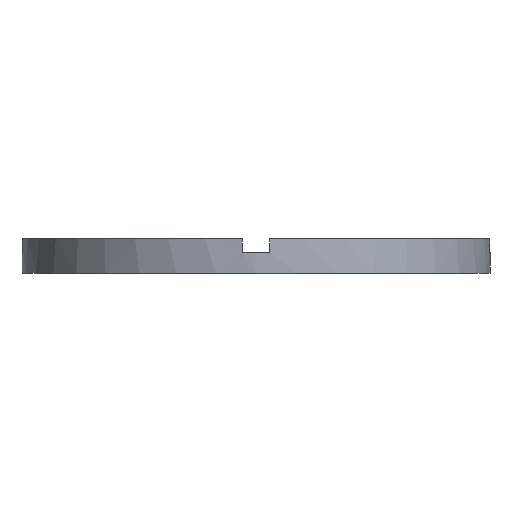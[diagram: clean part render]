
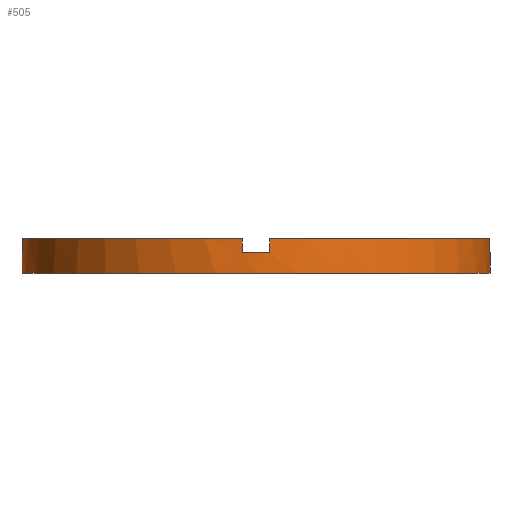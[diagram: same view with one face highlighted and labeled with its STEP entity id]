
A CAD part, front view. The second image highlights one B-rep face of the part: STEP entity #505.
In plain terms, the highlighted cylindrical face has radius 17 mm (diameter 34 mm), a partial arc.
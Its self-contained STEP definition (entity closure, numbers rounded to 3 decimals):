
#1 = AXIS2_PLACEMENT_3D ( 'NONE', #31, #385, #692 ) ;
#3 = DIRECTION ( 'NONE',  ( 1., 0., 0. ) ) ;
#5 = CARTESIAN_POINT ( 'NONE',  ( 0., 0., 2.5 ) ) ;
#7 = AXIS2_PLACEMENT_3D ( 'NONE', #656, #173, #465 ) ;
#8 = DIRECTION ( 'NONE',  ( 0., 0., -1. ) ) ;
#14 = VERTEX_POINT ( 'NONE', #340 ) ;
#15 = CARTESIAN_POINT ( 'NONE',  ( -1., -16.971, 1.5 ) ) ;
#20 = VERTEX_POINT ( 'NONE', #601 ) ;
#25 = CARTESIAN_POINT ( 'NONE',  ( -17., 0., 0. ) ) ;
#31 = CARTESIAN_POINT ( 'NONE',  ( 0., 0., 1.5 ) ) ;
#38 = VERTEX_POINT ( 'NONE', #470 ) ;
#40 = AXIS2_PLACEMENT_3D ( 'NONE', #664, #733, #3 ) ;
#49 = ORIENTED_EDGE ( 'NONE', *, *, #234, .T. ) ;
#71 = CARTESIAN_POINT ( 'NONE',  ( -1., -16.971, 2.5 ) ) ;
#72 = EDGE_CURVE ( 'NONE', #624, #268, #706, .T. ) ;
#79 = EDGE_CURVE ( 'NONE', #344, #235, #184, .T. ) ;
#88 = DIRECTION ( 'NONE',  ( 0., 0., 1. ) ) ;
#108 = EDGE_CURVE ( 'NONE', #545, #645, #466, .T. ) ;
#112 = VERTEX_POINT ( 'NONE', #15 ) ;
#120 = ORIENTED_EDGE ( 'NONE', *, *, #358, .F. ) ;
#127 = CARTESIAN_POINT ( 'NONE',  ( -16.971, -1., 2.5 ) ) ;
#129 = DIRECTION ( 'NONE',  ( 0., 0., -1. ) ) ;
#132 = CARTESIAN_POINT ( 'NONE',  ( 17., 0., 2.5 ) ) ;
#136 = DIRECTION ( 'NONE',  ( 1., 0., 0. ) ) ;
#138 = AXIS2_PLACEMENT_3D ( 'NONE', #710, #700, #608 ) ;
#141 = CYLINDRICAL_SURFACE ( 'NONE', #423, 17. ) ;
#161 = LINE ( 'NONE', #725, #182 ) ;
#163 = CIRCLE ( 'NONE', #7, 17. ) ;
#173 = DIRECTION ( 'NONE',  ( 0., 0., 1. ) ) ;
#180 = FACE_OUTER_BOUND ( 'NONE', #578, .T. ) ;
#182 = VECTOR ( 'NONE', #8, 1000. ) ;
#184 = CIRCLE ( 'NONE', #1, 17. ) ;
#197 = LINE ( 'NONE', #127, #687 ) ;
#205 = AXIS2_PLACEMENT_3D ( 'NONE', #597, #88, #392 ) ;
#212 = DIRECTION ( 'NONE',  ( 0., 0., -1. ) ) ;
#223 = ORIENTED_EDGE ( 'NONE', *, *, #251, .T. ) ;
#234 = EDGE_CURVE ( 'NONE', #624, #235, #197, .T. ) ;
#235 = VERTEX_POINT ( 'NONE', #338 ) ;
#251 = EDGE_CURVE ( 'NONE', #14, #38, #161, .T. ) ;
#252 = DIRECTION ( 'NONE',  ( 0., 0., -1. ) ) ;
#260 = CARTESIAN_POINT ( 'NONE',  ( 16.971, -1., 2.5 ) ) ;
#268 = VERTEX_POINT ( 'NONE', #661 ) ;
#275 = ORIENTED_EDGE ( 'NONE', *, *, #717, .F. ) ;
#283 = VERTEX_POINT ( 'NONE', #343 ) ;
#297 = ORIENTED_EDGE ( 'NONE', *, *, #108, .T. ) ;
#321 = EDGE_CURVE ( 'NONE', #283, #350, #467, .T. ) ;
#331 = EDGE_CURVE ( 'NONE', #112, #268, #486, .T. ) ;
#338 = CARTESIAN_POINT ( 'NONE',  ( -16.971, -1., 1.5 ) ) ;
#340 = CARTESIAN_POINT ( 'NONE',  ( 1., -16.971, 2.5 ) ) ;
#343 = CARTESIAN_POINT ( 'NONE',  ( 16.971, -1., 1.5 ) ) ;
#344 = VERTEX_POINT ( 'NONE', #612 ) ;
#350 = VERTEX_POINT ( 'NONE', #752 ) ;
#354 = DIRECTION ( 'NONE',  ( 0., 0., -1. ) ) ;
#358 = EDGE_CURVE ( 'NONE', #350, #645, #744, .T. ) ;
#379 = ORIENTED_EDGE ( 'NONE', *, *, #331, .T. ) ;
#385 = DIRECTION ( 'NONE',  ( 0., 0., 1. ) ) ;
#390 = CARTESIAN_POINT ( 'NONE',  ( 0., 0., 0. ) ) ;
#392 = DIRECTION ( 'NONE',  ( 1., 0., 0. ) ) ;
#411 = VECTOR ( 'NONE', #527, 1000. ) ;
#414 = VECTOR ( 'NONE', #129, 1000. ) ;
#418 = LINE ( 'NONE', #260, #411 ) ;
#423 = AXIS2_PLACEMENT_3D ( 'NONE', #5, #354, #430 ) ;
#430 = DIRECTION ( 'NONE',  ( -1., 0., 0. ) ) ;
#443 = AXIS2_PLACEMENT_3D ( 'NONE', #390, #452, #136 ) ;
#444 = CARTESIAN_POINT ( 'NONE',  ( 17., 0., 0. ) ) ;
#446 = DIRECTION ( 'NONE',  ( 0., 0., 1. ) ) ;
#452 = DIRECTION ( 'NONE',  ( 0., 0., 1. ) ) ;
#465 = DIRECTION ( 'NONE',  ( 1., 0., 0. ) ) ;
#466 = CIRCLE ( 'NONE', #443, 17. ) ;
#467 = CIRCLE ( 'NONE', #138, 17. ) ;
#470 = CARTESIAN_POINT ( 'NONE',  ( 1., -16.971, 1.5 ) ) ;
#486 = LINE ( 'NONE', #71, #740 ) ;
#488 = VECTOR ( 'NONE', #212, 1000. ) ;
#505 = ADVANCED_FACE ( 'NONE', ( #180 ), #141, .T. ) ;
#527 = DIRECTION ( 'NONE',  ( 0., 0., 1. ) ) ;
#545 = VERTEX_POINT ( 'NONE', #25 ) ;
#553 = ORIENTED_EDGE ( 'NONE', *, *, #72, .F. ) ;
#575 = EDGE_CURVE ( 'NONE', #344, #545, #680, .T. ) ;
#576 = ORIENTED_EDGE ( 'NONE', *, *, #767, .F. ) ;
#578 = EDGE_LOOP ( 'NONE', ( #120, #755, #760, #576, #223, #275, #379, #553, #49, #614, #750, #297 ) ) ;
#590 = EDGE_CURVE ( 'NONE', #283, #20, #418, .T. ) ;
#597 = CARTESIAN_POINT ( 'NONE',  ( 0., 0., 1.5 ) ) ;
#601 = CARTESIAN_POINT ( 'NONE',  ( 16.971, -1., 2.5 ) ) ;
#608 = DIRECTION ( 'NONE',  ( 1., 0., 0. ) ) ;
#612 = CARTESIAN_POINT ( 'NONE',  ( -17., 0., 1.5 ) ) ;
#614 = ORIENTED_EDGE ( 'NONE', *, *, #79, .F. ) ;
#624 = VERTEX_POINT ( 'NONE', #764 ) ;
#634 = CARTESIAN_POINT ( 'NONE',  ( -17., 0., 2.5 ) ) ;
#645 = VERTEX_POINT ( 'NONE', #444 ) ;
#656 = CARTESIAN_POINT ( 'NONE',  ( 0., 0., 2.5 ) ) ;
#661 = CARTESIAN_POINT ( 'NONE',  ( -1., -16.971, 2.5 ) ) ;
#664 = CARTESIAN_POINT ( 'NONE',  ( 0., 0., 2.5 ) ) ;
#670 = CIRCLE ( 'NONE', #205, 17. ) ;
#680 = LINE ( 'NONE', #634, #414 ) ;
#687 = VECTOR ( 'NONE', #252, 1000. ) ;
#692 = DIRECTION ( 'NONE',  ( 1., 0., 0. ) ) ;
#700 = DIRECTION ( 'NONE',  ( 0., 0., 1. ) ) ;
#706 = CIRCLE ( 'NONE', #40, 17. ) ;
#710 = CARTESIAN_POINT ( 'NONE',  ( 0., 0., 1.5 ) ) ;
#717 = EDGE_CURVE ( 'NONE', #112, #38, #670, .T. ) ;
#725 = CARTESIAN_POINT ( 'NONE',  ( 1., -16.971, 2.5 ) ) ;
#733 = DIRECTION ( 'NONE',  ( 0., 0., 1. ) ) ;
#740 = VECTOR ( 'NONE', #446, 1000. ) ;
#744 = LINE ( 'NONE', #132, #488 ) ;
#750 = ORIENTED_EDGE ( 'NONE', *, *, #575, .T. ) ;
#752 = CARTESIAN_POINT ( 'NONE',  ( 17., 0., 1.5 ) ) ;
#755 = ORIENTED_EDGE ( 'NONE', *, *, #321, .F. ) ;
#760 = ORIENTED_EDGE ( 'NONE', *, *, #590, .T. ) ;
#764 = CARTESIAN_POINT ( 'NONE',  ( -16.971, -1., 2.5 ) ) ;
#767 = EDGE_CURVE ( 'NONE', #14, #20, #163, .T. ) ;
